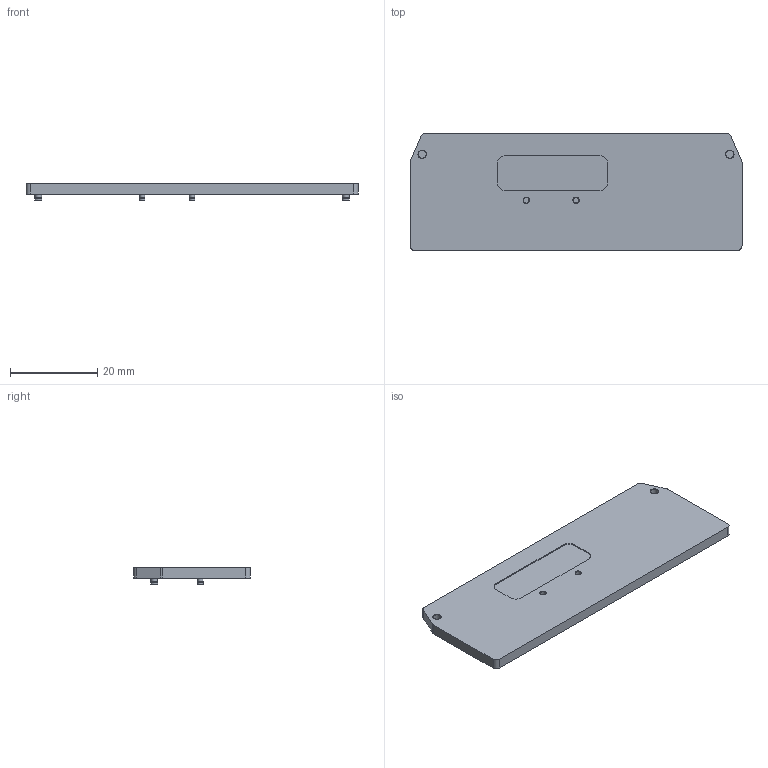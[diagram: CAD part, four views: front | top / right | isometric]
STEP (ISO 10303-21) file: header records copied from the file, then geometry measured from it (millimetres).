
FILE_DESCRIPTION(/* description */ (''),/* implementation_level */ '2;1');
FILE_NAME(/* name */ '225131.stp',/* time_stamp */ '2021-12-04T11:13:55+08:00',/* author */ (''),/* organization */ (''),/* preprocessor_version */ 'ST-DEVELOPER v16.7',/* originating_system */ 'SIEMENS PLM Software NX 12.0',/* authorisation */ '');
FILE_SCHEMA (('AP203_CONFIGURATION_CONTROLLED_3D_DESIGN_OF_MECHANICAL_PARTS_AND_ASSEMBLIES_MIM_LF { 1 0 10303 403 2 1 2}'));
Length unit declared in the file: millimetre
Products named in the file (1): SP1190T1013-02_stp
Bounding box: 76 x 26.7 x 3.98 mm (x, y, z)
Volume: 4935 mm3; surface area: 4587.6 mm2
Topology: 1 solids, 1 shells, 55 faces, 116 edges, 72 vertices
Faces by surface type: cylinder 22, plane 21, torus 8, bspline 4
Full cylindrical faces by diameter (mm): 1.18 x2, 1.24 x2, 1.26 x2, 1.55 x2, 1.66 x2, 1.76 x2
Entity records: 1540 total; most frequent: CARTESIAN_POINT 328, DIRECTION 248, ORIENTED_EDGE 184, AXIS2_PLACEMENT_3D 104, EDGE_CURVE 92, EDGE_LOOP 88, VERTEX_POINT 72, FACE_BOUND 59
